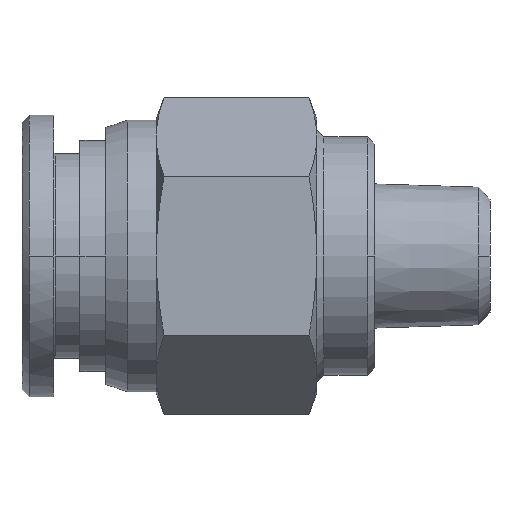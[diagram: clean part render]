
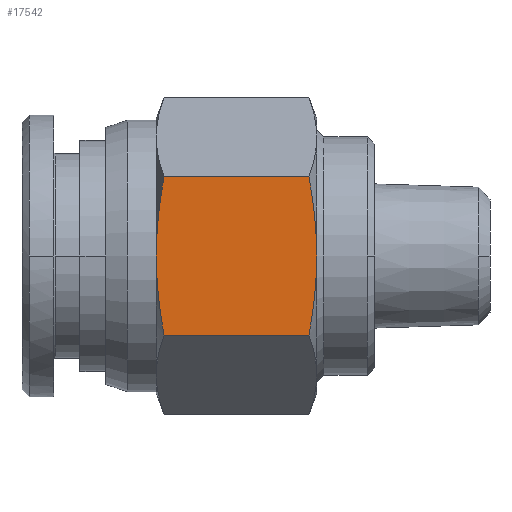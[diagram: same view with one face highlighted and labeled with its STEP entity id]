
A CAD part, front view. The second image highlights one B-rep face of the part: STEP entity #17542.
In plain terms, the highlighted planar face has unit normal (0, -1, 0).
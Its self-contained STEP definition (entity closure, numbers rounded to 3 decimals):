
#112 = VERTEX_POINT ( 'NONE', #10267 ) ;
#161 = VECTOR ( 'NONE', #9155, 1000. ) ;
#600 = B_SPLINE_CURVE_WITH_KNOTS ( 'NONE', 3,
 ( #5900, #1776, #7293, #15582, #8900, #12963 ),
 .UNSPECIFIED., .F., .F.,
 ( 4, 2, 4 ),
 ( 0., 0.003, 0.006 ),
 .UNSPECIFIED. ) ;
#610 = CARTESIAN_POINT ( 'NONE',  ( 14.362, -9.663, -1.131 ) ) ;
#650 = EDGE_CURVE ( 'NONE', #879, #16737, #600, .T. ) ;
#688 = VERTEX_POINT ( 'NONE', #16996 ) ;
#879 = VERTEX_POINT ( 'NONE', #14974 ) ;
#1152 = DIRECTION ( 'NONE',  ( -1., 0., 0. ) ) ;
#1569 = PLANE ( 'NONE',  #7865 ) ;
#1776 = CARTESIAN_POINT ( 'NONE',  ( 25.227, -9.663, -5.722 ) ) ;
#1992 = CARTESIAN_POINT ( 'NONE',  ( 14.662, -9.663, -10.284 ) ) ;
#2225 = VERTEX_POINT ( 'NONE', #16334 ) ;
#3354 = CARTESIAN_POINT ( 'NONE',  ( 14.177, -9.663, -2.959 ) ) ;
#3387 = LINE ( 'NONE', #17596, #16305 ) ;
#3609 = CARTESIAN_POINT ( 'NONE',  ( 14.362, -9.663, -8.468 ) ) ;
#3963 = CARTESIAN_POINT ( 'NONE',  ( 25.227, -9.663, -3.877 ) ) ;
#4936 = EDGE_CURVE ( 'NONE', #688, #10411, #5025, .T. ) ;
#4982 = CARTESIAN_POINT ( 'NONE',  ( 29.227, -9.663, 0.685 ) ) ;
#5025 = B_SPLINE_CURVE_WITH_KNOTS ( 'NONE', 3,
 ( #1992, #10438, #3609, #5071, #17392, #13455 ),
 .UNSPECIFIED., .F., .F.,
 ( 4, 2, 4 ),
 ( 0., 0.003, 0.006 ),
 .UNSPECIFIED. ) ;
#5071 = CARTESIAN_POINT ( 'NONE',  ( 14.177, -9.663, -6.64 ) ) ;
#5170 = CARTESIAN_POINT ( 'NONE',  ( 24.693, -9.663, 0.685 ) ) ;
#5535 = EDGE_CURVE ( 'NONE', #2225, #879, #11995, .T. ) ;
#5900 = CARTESIAN_POINT ( 'NONE',  ( 25.227, -9.663, -4.799 ) ) ;
#6090 = CARTESIAN_POINT ( 'NONE',  ( 14.127, -9.663, -3.877 ) ) ;
#6160 = CARTESIAN_POINT ( 'NONE',  ( 14.127, -9.663, -4.799 ) ) ;
#6565 = CARTESIAN_POINT ( 'NONE',  ( 25.227, -9.663, -4.799 ) ) ;
#7210 = ORIENTED_EDGE ( 'NONE', *, *, #5535, .F. ) ;
#7293 = CARTESIAN_POINT ( 'NONE',  ( 25.178, -9.663, -6.64 ) ) ;
#7296 = ORIENTED_EDGE ( 'NONE', *, *, #4936, .F. ) ;
#7356 = CARTESIAN_POINT ( 'NONE',  ( 14.497, -9.663, -0.221 ) ) ;
#7482 = FACE_OUTER_BOUND ( 'NONE', #7522, .T. ) ;
#7522 = EDGE_LOOP ( 'NONE', ( #13556, #12168, #7210, #15324, #7810, #7296 ) ) ;
#7810 = ORIENTED_EDGE ( 'NONE', *, *, #10742, .F. ) ;
#7865 = AXIS2_PLACEMENT_3D ( 'NONE', #16921, #8701, #8465 ) ;
#8465 = DIRECTION ( 'NONE',  ( 0., 0., -1. ) ) ;
#8701 = DIRECTION ( 'NONE',  ( 0., -1., 0. ) ) ;
#8900 = CARTESIAN_POINT ( 'NONE',  ( 24.858, -9.663, -9.378 ) ) ;
#9155 = DIRECTION ( 'NONE',  ( 1., 0., 0. ) ) ;
#9241 = CARTESIAN_POINT ( 'NONE',  ( 14.127, -9.663, -4.799 ) ) ;
#9342 = CARTESIAN_POINT ( 'NONE',  ( 24.858, -9.663, -0.221 ) ) ;
#9521 = CARTESIAN_POINT ( 'NONE',  ( 24.992, -9.663, -1.131 ) ) ;
#10059 = CARTESIAN_POINT ( 'NONE',  ( 14.662, -9.663, 0.685 ) ) ;
#10267 = CARTESIAN_POINT ( 'NONE',  ( 14.662, -9.663, 0.685 ) ) ;
#10411 = VERTEX_POINT ( 'NONE', #9241 ) ;
#10438 = CARTESIAN_POINT ( 'NONE',  ( 14.497, -9.663, -9.378 ) ) ;
#10742 = EDGE_CURVE ( 'NONE', #10411, #112, #11769, .T. ) ;
#10788 = LINE ( 'NONE', #4982, #161 ) ;
#11676 = EDGE_CURVE ( 'NONE', #16737, #688, #3387, .T. ) ;
#11769 = B_SPLINE_CURVE_WITH_KNOTS ( 'NONE', 3,
 ( #6160, #6090, #3354, #610, #7356, #10059 ),
 .UNSPECIFIED., .F., .F.,
 ( 4, 2, 4 ),
 ( 0., 0.003, 0.006 ),
 .UNSPECIFIED. ) ;
#11995 = B_SPLINE_CURVE_WITH_KNOTS ( 'NONE', 3,
 ( #5170, #9342, #9521, #17682, #3963, #6565 ),
 .UNSPECIFIED., .F., .F.,
 ( 4, 2, 4 ),
 ( 0., 0.003, 0.006 ),
 .UNSPECIFIED. ) ;
#12168 = ORIENTED_EDGE ( 'NONE', *, *, #650, .F. ) ;
#12258 = CARTESIAN_POINT ( 'NONE',  ( 24.693, -9.663, -10.284 ) ) ;
#12963 = CARTESIAN_POINT ( 'NONE',  ( 24.693, -9.663, -10.284 ) ) ;
#13455 = CARTESIAN_POINT ( 'NONE',  ( 14.127, -9.663, -4.799 ) ) ;
#13556 = ORIENTED_EDGE ( 'NONE', *, *, #11676, .F. ) ;
#14171 = EDGE_CURVE ( 'NONE', #112, #2225, #10788, .T. ) ;
#14974 = CARTESIAN_POINT ( 'NONE',  ( 25.227, -9.663, -4.799 ) ) ;
#15324 = ORIENTED_EDGE ( 'NONE', *, *, #14171, .F. ) ;
#15582 = CARTESIAN_POINT ( 'NONE',  ( 24.992, -9.663, -8.468 ) ) ;
#16305 = VECTOR ( 'NONE', #1152, 1000. ) ;
#16334 = CARTESIAN_POINT ( 'NONE',  ( 24.693, -9.663, 0.685 ) ) ;
#16737 = VERTEX_POINT ( 'NONE', #12258 ) ;
#16921 = CARTESIAN_POINT ( 'NONE',  ( 29.227, -9.663, 0.685 ) ) ;
#16996 = CARTESIAN_POINT ( 'NONE',  ( 14.662, -9.663, -10.284 ) ) ;
#17392 = CARTESIAN_POINT ( 'NONE',  ( 14.127, -9.663, -5.722 ) ) ;
#17542 = ADVANCED_FACE ( 'NONE', ( #7482 ), #1569, .T. ) ;
#17596 = CARTESIAN_POINT ( 'NONE',  ( 29.227, -9.663, -10.284 ) ) ;
#17682 = CARTESIAN_POINT ( 'NONE',  ( 25.178, -9.663, -2.959 ) ) ;
